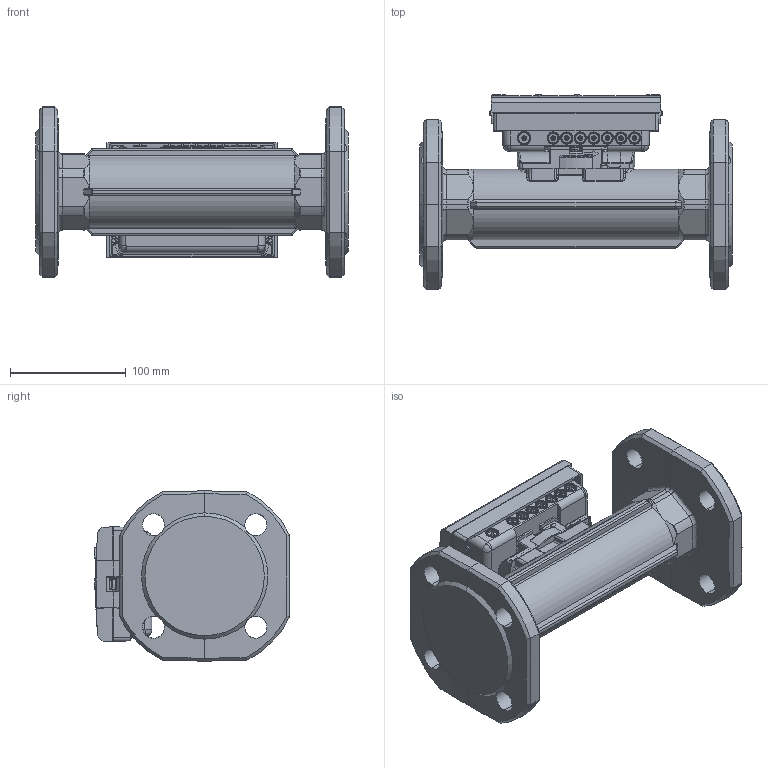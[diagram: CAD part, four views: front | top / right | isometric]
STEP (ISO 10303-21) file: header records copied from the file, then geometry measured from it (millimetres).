
FILE_DESCRIPTION (( 'STEP AP203' ), '1' );
FILE_NAME ('SHARKY775_DN50_270_FL_iron.step', '2016-07-24T13:56:20', ( 'Anwender' ), ( 'HYDROMETER GmbH' ), 'SwSTEP 2.0', 'SolidWorks 2014', '' );
FILE_SCHEMA (( 'CONFIG_CONTROL_DESIGN' ));
Length unit declared in the file: millimetre
Products named in the file (1): SHARKY775_DN50_270_FL_iron
Bounding box: 270 x 168.8 x 147 mm (x, y, z)
Volume: 2019529.1 mm3; surface area: 217957.8 mm2
Topology: 2 solids, 4 shells, 3161 faces, 8527 edges, 5563 vertices
Faces by surface type: plane 1883, cylinder 650, bspline 409, cone 147, torus 66, sphere 6
Entity records: 124584 total; most frequent: CARTESIAN_POINT 48858, ORIENTED_EDGE 17038, DIRECTION 13673, EDGE_CURVE 8519, LINE 5595, VECTOR 5595, VERTEX_POINT 5563, AXIS2_PLACEMENT_3D 4039
